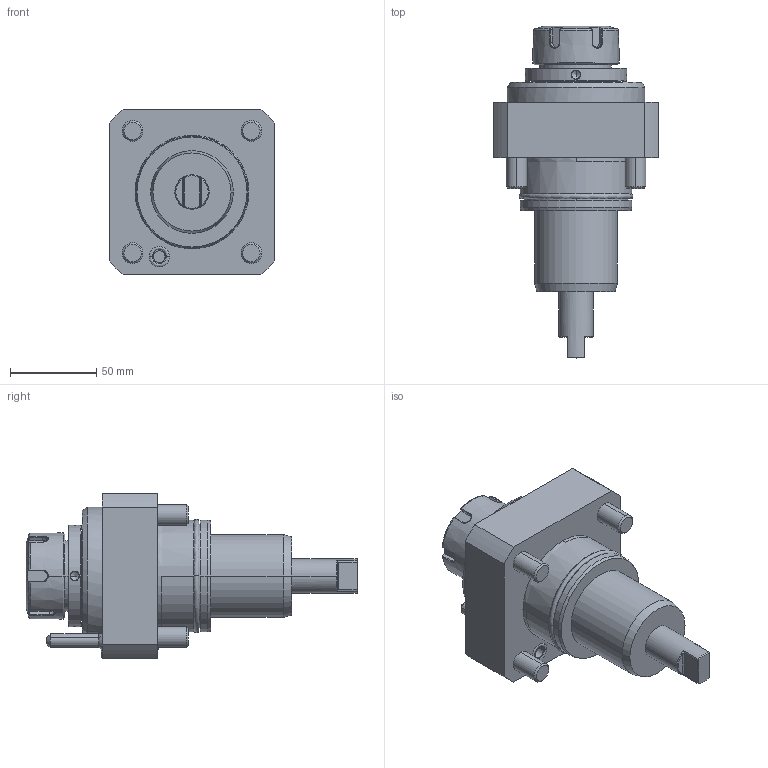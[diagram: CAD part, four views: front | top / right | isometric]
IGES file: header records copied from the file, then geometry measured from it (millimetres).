
Start section:  PTC IGES file: ngt2_65_101_32_1_nt.igs
Global section: file name: ngt2_65_101_32_1_nt.igs; native system: Pro/ENGINEER by Parametric Technology Corporation; preprocessor: 2010280; author: vali; organization: Unknown; date: 20220812.105515; units: millimetre
Bounding box: 96 x 192.8 x 96 mm (x, y, z)
Volume: 617055.3 mm3; surface area: 64414.8 mm2
Topology: 2 solids, 2 shells, 238 faces, 584 edges, 362 vertices
Faces by surface type: revolution 130, bspline 108
